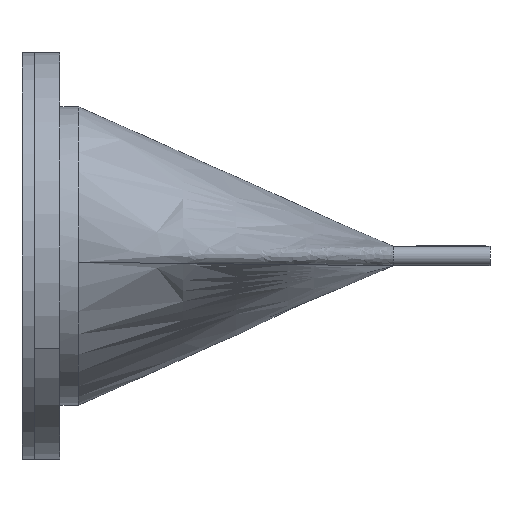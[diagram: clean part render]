
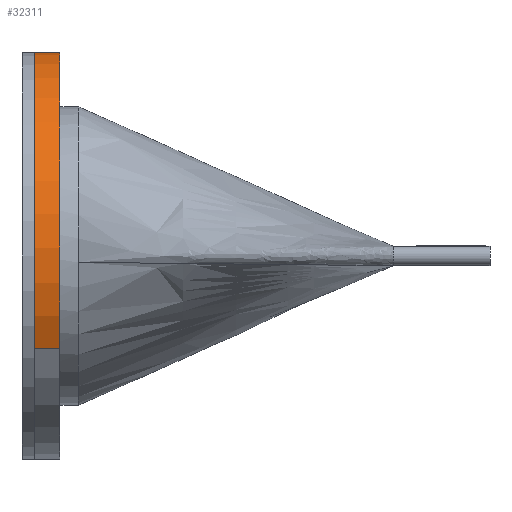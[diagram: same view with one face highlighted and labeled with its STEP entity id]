
A CAD part, front view. The second image highlights one B-rep face of the part: STEP entity #32311.
In plain terms, the highlighted cylindrical face has radius 420 mm (diameter 840 mm), a partial arc.
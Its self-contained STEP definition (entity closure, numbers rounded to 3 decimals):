
#2177 = CARTESIAN_POINT ( 'NONE',  ( 0., 0., 0. ) ) ;
#4954 = VERTEX_POINT ( 'NONE', #31980 ) ;
#5322 = ORIENTED_EDGE ( 'NONE', *, *, #22796, .F. ) ;
#6493 = AXIS2_PLACEMENT_3D ( 'NONE', #2177, #37004, #37185 ) ;
#7798 = VERTEX_POINT ( 'NONE', #20894 ) ;
#8912 = ORIENTED_EDGE ( 'NONE', *, *, #30460, .T. ) ;
#10847 = CIRCLE ( 'NONE', #6493, 420. ) ;
#11148 = CIRCLE ( 'NONE', #25817, 420. ) ;
#11270 = DIRECTION ( 'NONE',  ( 0., 0., -1. ) ) ;
#13722 = CARTESIAN_POINT ( 'NONE',  ( 190.676, -374.223, 0. ) ) ;
#14542 = LINE ( 'NONE', #16824, #31922 ) ;
#15469 = ORIENTED_EDGE ( 'NONE', *, *, #19421, .F. ) ;
#16139 = DIRECTION ( 'NONE',  ( 0., 0., -1. ) ) ;
#16529 = DIRECTION ( 'NONE',  ( -1., 0., 0. ) ) ;
#16633 = LINE ( 'NONE', #25813, #33652 ) ;
#16824 = CARTESIAN_POINT ( 'NONE',  ( 190.676, -374.223, 52. ) ) ;
#18590 = EDGE_CURVE ( 'NONE', #4954, #7798, #16633, .T. ) ;
#19421 = EDGE_CURVE ( 'NONE', #4954, #37705, #11148, .T. ) ;
#20040 = DIRECTION ( 'NONE',  ( 0., 0., 1. ) ) ;
#20894 = CARTESIAN_POINT ( 'NONE',  ( -420., 0., 0. ) ) ;
#22796 = EDGE_CURVE ( 'NONE', #37705, #31393, #14542, .T. ) ;
#22922 = DIRECTION ( 'NONE',  ( 1., 0., 0. ) ) ;
#23255 = EDGE_LOOP ( 'NONE', ( #15469, #24076, #8912, #5322 ) ) ;
#24076 = ORIENTED_EDGE ( 'NONE', *, *, #18590, .T. ) ;
#24949 = FACE_OUTER_BOUND ( 'NONE', #23255, .T. ) ;
#25813 = CARTESIAN_POINT ( 'NONE',  ( -420., 0., 52. ) ) ;
#25817 = AXIS2_PLACEMENT_3D ( 'NONE', #37262, #20040, #22922 ) ;
#28494 = DIRECTION ( 'NONE',  ( 0., 0., -1. ) ) ;
#30460 = EDGE_CURVE ( 'NONE', #7798, #31393, #10847, .T. ) ;
#30678 = CARTESIAN_POINT ( 'NONE',  ( 0., 0., 52. ) ) ;
#31393 = VERTEX_POINT ( 'NONE', #13722 ) ;
#31922 = VECTOR ( 'NONE', #28494, 1000. ) ;
#31980 = CARTESIAN_POINT ( 'NONE',  ( -420., 0., 52. ) ) ;
#32311 = ADVANCED_FACE ( 'NONE', ( #24949 ), #34279, .T. ) ;
#33652 = VECTOR ( 'NONE', #11270, 1000. ) ;
#34279 = CYLINDRICAL_SURFACE ( 'NONE', #34716, 420. ) ;
#34716 = AXIS2_PLACEMENT_3D ( 'NONE', #30678, #16139, #16529 ) ;
#34787 = CARTESIAN_POINT ( 'NONE',  ( 190.676, -374.223, 52. ) ) ;
#37004 = DIRECTION ( 'NONE',  ( 0., 0., 1. ) ) ;
#37185 = DIRECTION ( 'NONE',  ( 1., 0., 0. ) ) ;
#37262 = CARTESIAN_POINT ( 'NONE',  ( 0., 0., 52. ) ) ;
#37705 = VERTEX_POINT ( 'NONE', #34787 ) ;
